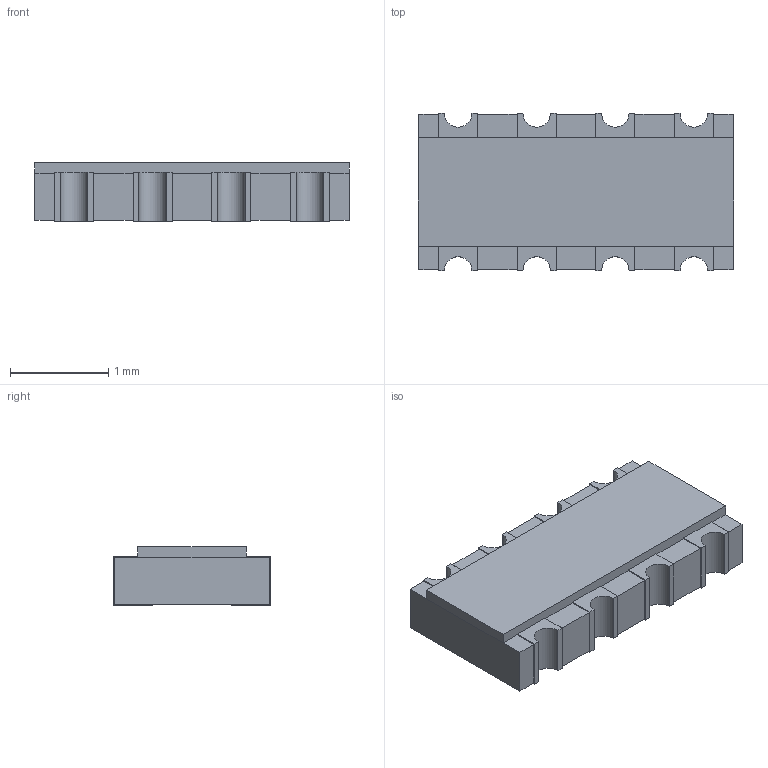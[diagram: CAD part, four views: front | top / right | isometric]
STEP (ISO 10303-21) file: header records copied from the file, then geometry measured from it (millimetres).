
FILE_DESCRIPTION (( 'STEP AP214' ), '1' );
FILE_NAME ('User Library-CRA06P08.STEP', '2015-03-12T10:07:44', ( 'Windows User' ), ( '' ), 'SwSTEP 2.0', 'SolidWorks 2015', '' );
FILE_SCHEMA (( 'AUTOMOTIVE_DESIGN' ));
Length unit declared in the file: millimetre
Products named in the file (1): User Library-CRA06P08
Bounding box: 3.21 x 1.6 x 0.6 mm (x, y, z)
Volume: 2.7 mm3; surface area: 16.1 mm2
Topology: 1 solids, 1 shells, 92 faces, 266 edges, 176 vertices
Faces by surface type: plane 84, cylinder 8
Entity records: 4020 total; most frequent: CARTESIAN_POINT 535, ORIENTED_EDGE 532, DIRECTION 468, EDGE_CURVE 266, LINE 250, VECTOR 250, VERTEX_POINT 176, AXIS2_PLACEMENT_3D 109
